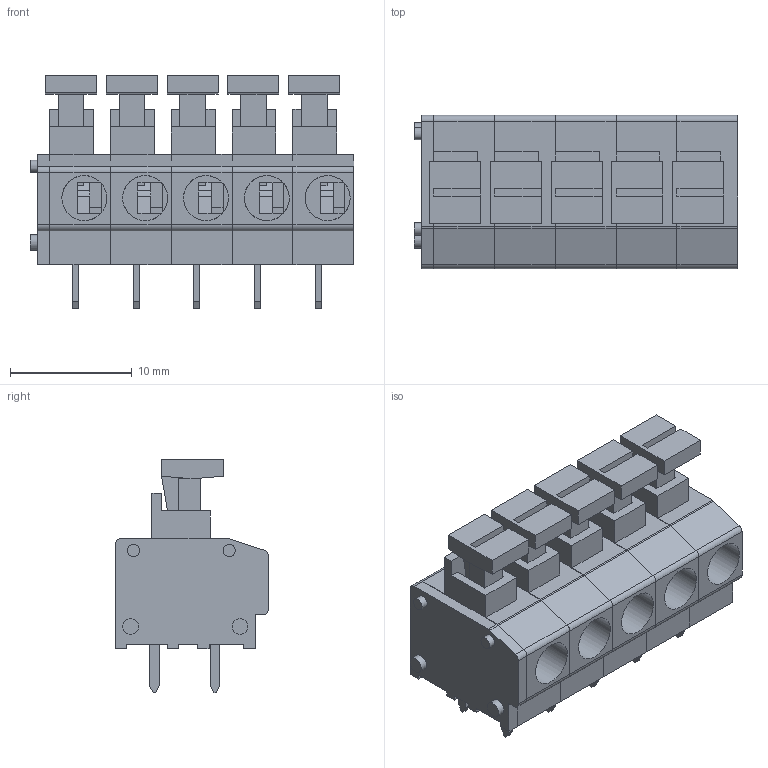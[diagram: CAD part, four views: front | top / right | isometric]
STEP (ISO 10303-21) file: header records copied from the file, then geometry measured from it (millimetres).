
FILE_DESCRIPTION( ( 'Unknown' ), '1' );
FILE_NAME( '691411710005B.stp', 'Unknown', ( 'Unknown' ), ( 'Unknown' ), 'PSStep 17.0.49', 'Unknown', ' ' );
FILE_SCHEMA( ( 'AUTOMOTIVE_DESIGN { 1 0 10303 214 1 1 1 1 }' ) );
Length unit declared in the file: millimetre
Products named in the file (7): 6914117100xx_MODULE; 6914117100xx; 6914117100xx_Levier; 6914117100xx_LAME; 6914117100xx_PIN; Assem1; 6914117100xx_Capot
Assembly tree (10 placements, depth 3):
  Assem1
    6914117100xx_Capot
    6914117100xx_MODULE  x5
      6914117100xx
      6914117100xx_Levier
      6914117100xx_LAME
      6914117100xx_PIN
Bounding box: 26.6 x 12.6 x 19.2 mm (x, y, z)
Volume: 2325.2 mm3; surface area: 5919.6 mm2
Topology: 21 solids, 21 shells, 959 faces, 2586 edges, 1699 vertices
Faces by surface type: plane 791, cylinder 158, bspline 10
Full cylindrical faces by diameter (mm): 1 x22, 1.3 x22, 3.7 x5
Entity records: 8544 total; most frequent: CARTESIAN_POINT 1228, ORIENTED_EDGE 1136, DIRECTION 1093, EDGE_CURVE 568, LINE 485, VECTOR 485, VERTEX_POINT 382, AXIS2_PLACEMENT_3D 304
